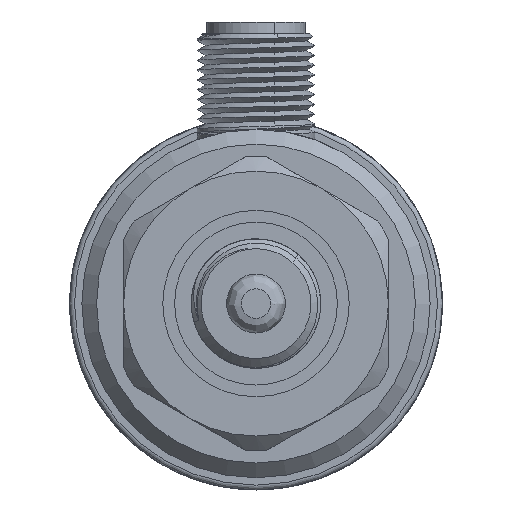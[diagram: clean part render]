
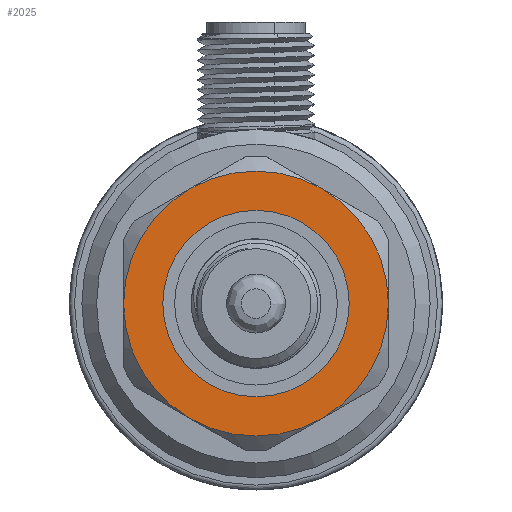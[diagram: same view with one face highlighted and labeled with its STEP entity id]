
A CAD part, left-side view. The second image highlights one B-rep face of the part: STEP entity #2025.
In plain terms, the highlighted planar face has unit normal (-1, 0, 0).
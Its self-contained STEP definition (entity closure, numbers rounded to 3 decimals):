
#1377=FACE_BOUND('',#3695,.T.);
#1378=FACE_BOUND('',#3696,.T.);
#1627=CIRCLE('',#12375,13.5);
#1630=CIRCLE('',#12379,13.5);
#1632=CIRCLE('',#12382,13.5);
#1634=CIRCLE('',#12389,13.5);
#1636=CIRCLE('',#12392,13.5);
#1638=CIRCLE('',#12395,13.5);
#1639=CIRCLE('',#12403,9.5);
#2025=ADVANCED_FACE('',(#1377,#1378),#2699,.T.);
#2699=PLANE('',#12404);
#3695=EDGE_LOOP('',(#4746,#4747,#4748,#4749,#4750,#4751));
#3696=EDGE_LOOP('',(#4752));
#4746=ORIENTED_EDGE('',*,*,#9293,.T.);
#4747=ORIENTED_EDGE('',*,*,#9296,.T.);
#4748=ORIENTED_EDGE('',*,*,#9271,.F.);
#4749=ORIENTED_EDGE('',*,*,#9276,.F.);
#4750=ORIENTED_EDGE('',*,*,#9279,.F.);
#4751=ORIENTED_EDGE('',*,*,#9289,.T.);
#4752=ORIENTED_EDGE('',*,*,#9303,.F.);
#8060=VERTEX_POINT('',#16590);
#8061=VERTEX_POINT('',#16597);
#8064=VERTEX_POINT('',#16611);
#8067=VERTEX_POINT('',#16621);
#8071=VERTEX_POINT('',#16649);
#8074=VERTEX_POINT('',#16663);
#8076=VERTEX_POINT('',#16690);
#9271=EDGE_CURVE('',#8060,#8061,#1627,.T.);
#9276=EDGE_CURVE('',#8064,#8060,#1630,.T.);
#9279=EDGE_CURVE('',#8067,#8064,#1632,.T.);
#9289=EDGE_CURVE('',#8067,#8071,#1634,.T.);
#9293=EDGE_CURVE('',#8071,#8074,#1636,.T.);
#9296=EDGE_CURVE('',#8074,#8061,#1638,.T.);
#9303=EDGE_CURVE('',#8076,#8076,#1639,.T.);
#12375=AXIS2_PLACEMENT_3D('',#16596,#13609,#13610);
#12379=AXIS2_PLACEMENT_3D('',#16612,#13617,#13618);
#12382=AXIS2_PLACEMENT_3D('',#16622,#13623,#13624);
#12389=AXIS2_PLACEMENT_3D('',#16650,#13642,#13643);
#12392=AXIS2_PLACEMENT_3D('',#16664,#13648,#13649);
#12395=AXIS2_PLACEMENT_3D('',#16672,#13654,#13655);
#12403=AXIS2_PLACEMENT_3D('',#16689,#13675,#13676);
#12404=AXIS2_PLACEMENT_3D('',#16691,#13677,#13678);
#13609=DIRECTION('',(1.,0.,0.));
#13610=DIRECTION('',(0.,0.5,-0.866));
#13617=DIRECTION('',(1.,0.,0.));
#13618=DIRECTION('',(0.,-0.5,-0.866));
#13623=DIRECTION('',(1.,0.,0.));
#13624=DIRECTION('',(0.,-1.,0.));
#13642=DIRECTION('',(-1.,0.,0.));
#13643=DIRECTION('',(0.,-1.,0.));
#13648=DIRECTION('',(-1.,0.,0.));
#13649=DIRECTION('',(0.,-0.5,0.866));
#13654=DIRECTION('',(-1.,0.,0.));
#13655=DIRECTION('',(0.,0.5,0.866));
#13675=DIRECTION('',(-1.,0.,0.));
#13676=DIRECTION('',(0.,-1.,0.));
#13677=DIRECTION('',(-1.,0.,0.));
#13678=DIRECTION('',(0.,1.,0.));
#16590=CARTESIAN_POINT('',(-62.,24.75,-29.704));
#16596=CARTESIAN_POINT('',(-62.,18.,-18.012));
#16597=CARTESIAN_POINT('',(-62.,31.5,-18.012));
#16611=CARTESIAN_POINT('',(-62.,11.25,-29.704));
#16612=CARTESIAN_POINT('',(-62.,18.,-18.012));
#16621=CARTESIAN_POINT('',(-62.,4.5,-18.012));
#16622=CARTESIAN_POINT('',(-62.,18.,-18.012));
#16649=CARTESIAN_POINT('',(-62.,11.25,-6.321));
#16650=CARTESIAN_POINT('',(-62.,18.,-18.012));
#16663=CARTESIAN_POINT('',(-62.,24.75,-6.321));
#16664=CARTESIAN_POINT('',(-62.,18.,-18.012));
#16672=CARTESIAN_POINT('',(-62.,18.,-18.012));
#16689=CARTESIAN_POINT('',(-62.,18.,-18.012));
#16690=CARTESIAN_POINT('',(-62.,8.5,-18.012));
#16691=CARTESIAN_POINT('',(-62.,18.,-18.012));
